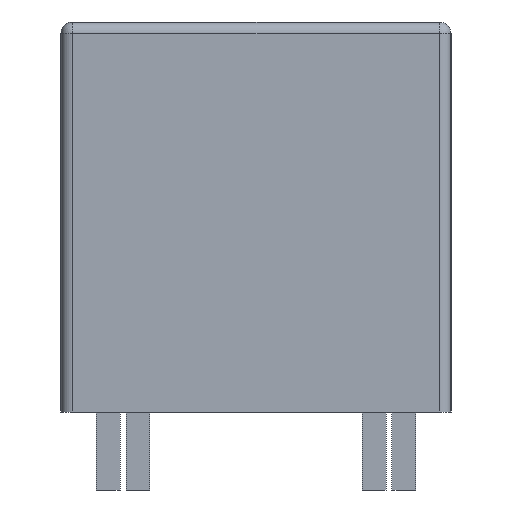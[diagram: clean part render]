
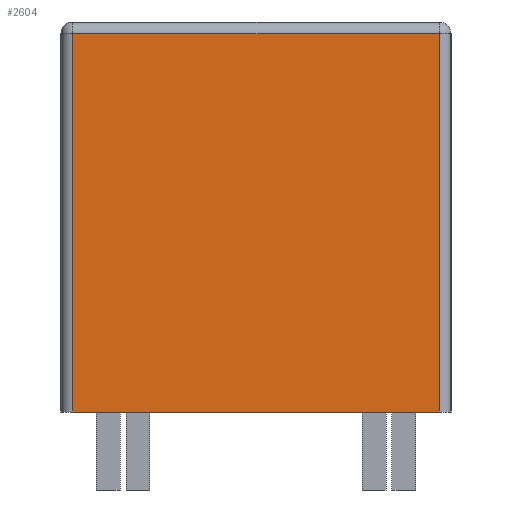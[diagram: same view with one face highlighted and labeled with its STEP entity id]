
A CAD part, left-side view. The second image highlights one B-rep face of the part: STEP entity #2604.
In plain terms, the highlighted planar face has unit normal (-1, 0, 0).
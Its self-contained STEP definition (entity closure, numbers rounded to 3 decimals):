
#2237=CARTESIAN_POINT('',(-27.5,7.75,0.0));
#2238=VERTEX_POINT('',#2237);
#2290=CARTESIAN_POINT('',(-27.5,-7.75,0.0));
#2291=VERTEX_POINT('',#2290);
#2299=CARTESIAN_POINT('',(-27.5,-7.75,0.0));
#2300=DIRECTION('',(0.0,1.0,0.0));
#2301=VECTOR('',#2300,15.5);
#2302=LINE('',#2299,#2301);
#2303=EDGE_CURVE('',#2291,#2238,#2302,.T.);
#2561=CARTESIAN_POINT('',(-27.5,-7.75,16.0));
#2562=VERTEX_POINT('',#2561);
#2570=CARTESIAN_POINT('',(-27.5,-7.75,0.0));
#2571=DIRECTION('',(0.0,0.0,1.0));
#2572=VECTOR('',#2571,16.0);
#2573=LINE('',#2570,#2572);
#2574=EDGE_CURVE('',#2291,#2562,#2573,.T.);
#2581=CARTESIAN_POINT('',(-27.5,-8.525,16.8));
#2582=DIRECTION('',(-1.0,0.0,0.0));
#2583=DIRECTION('',(0.0,0.0,-1.0));
#2584=AXIS2_PLACEMENT_3D('',#2581,#2582,#2583);
#2585=PLANE('',#2584);
#2586=ORIENTED_EDGE('',*,*,#2303,.F.);
#2587=ORIENTED_EDGE('',*,*,#2574,.T.);
#2588=CARTESIAN_POINT('',(-27.5,7.75,16.0));
#2589=VERTEX_POINT('',#2588);
#2590=CARTESIAN_POINT('',(-27.5,7.75,16.0));
#2591=DIRECTION('',(0.0,-1.0,0.0));
#2592=VECTOR('',#2591,15.5);
#2593=LINE('',#2590,#2592);
#2594=EDGE_CURVE('',#2589,#2562,#2593,.T.);
#2595=ORIENTED_EDGE('',*,*,#2594,.F.);
#2596=CARTESIAN_POINT('',(-27.5,7.75,0.0));
#2597=DIRECTION('',(0.0,0.0,1.0));
#2598=VECTOR('',#2597,16.0);
#2599=LINE('',#2596,#2598);
#2600=EDGE_CURVE('',#2238,#2589,#2599,.T.);
#2601=ORIENTED_EDGE('',*,*,#2600,.F.);
#2602=EDGE_LOOP('',(#2586,#2587,#2595,#2601));
#2603=FACE_OUTER_BOUND('',#2602,.T.);
#2604=ADVANCED_FACE('',(#2603),#2585,.T.);
